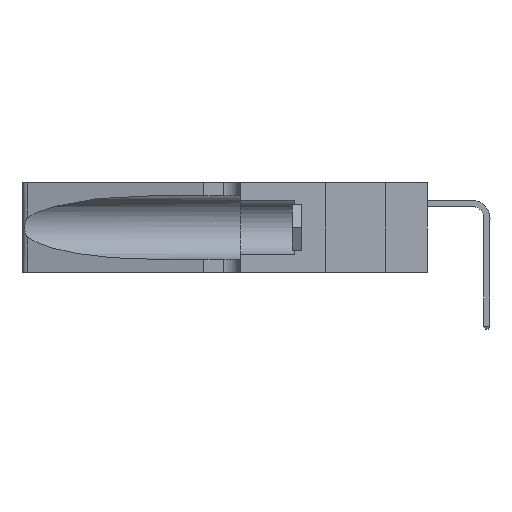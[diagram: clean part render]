
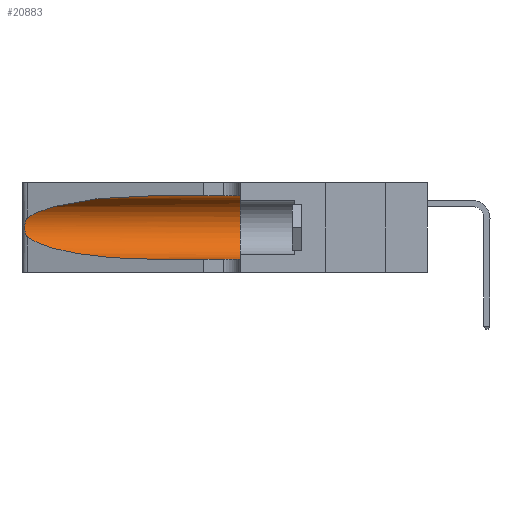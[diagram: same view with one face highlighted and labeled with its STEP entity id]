
A CAD part, left-side view. The second image highlights one B-rep face of the part: STEP entity #20883.
In plain terms, the highlighted cylindrical face has radius 3.308 mm (diameter 6.617 mm), a partial arc.
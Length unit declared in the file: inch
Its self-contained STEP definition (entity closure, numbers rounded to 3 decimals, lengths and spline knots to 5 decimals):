
#108 = ORIENTED_EDGE ( 'NONE', *, *, #14319, .F. ) ;
#846 = DIRECTION ( 'NONE',  ( 0., 0., -1. ) ) ;
#1316 = EDGE_CURVE ( 'NONE', #14611, #3616, #12700, .T. ) ;
#1402 = EDGE_CURVE ( 'NONE', #25160, #12428, #16611, .T. ) ;
#1409 = CARTESIAN_POINT ( 'NONE',  ( 0.26075, 1.23896, 0.19203 ) ) ;
#1622 = DIRECTION ( 'NONE',  ( 0., -1., 0. ) ) ;
#2927 = CARTESIAN_POINT ( 'NONE',  ( 0.1305, 0.35, 0.185 ) ) ;
#3271 = DIRECTION ( 'NONE',  ( 0., 0., 1. ) ) ;
#3316 = CARTESIAN_POINT ( 'NONE',  ( 0.1305, 0.72297, 0.05475 ) ) ;
#3329 = DIRECTION ( 'NONE',  ( 0., 1., 0. ) ) ;
#3561 = CARTESIAN_POINT ( 'NONE',  ( 0.1305, 0.35, 0.05475 ) ) ;
#3616 = VERTEX_POINT ( 'NONE', #3561 ) ;
#3618 = CARTESIAN_POINT ( 'NONE',  ( 0.26017, 1.23833, 0.17102 ) ) ;
#5454 = EDGE_LOOP ( 'NONE', ( #21260, #7851, #14930, #6176, #28715, #108 ) ) ;
#5865 = CARTESIAN_POINT ( 'NONE',  ( 0.25789, 1.23486, 0.15765 ) ) ;
#6176 = ORIENTED_EDGE ( 'NONE', *, *, #24264, .T. ) ;
#7564 = CYLINDRICAL_SURFACE ( 'NONE', #12899, 0.13025 ) ;
#7606 = LINE ( 'NONE', #12799, #18191 ) ;
#7851 = ORIENTED_EDGE ( 'NONE', *, *, #21571, .T. ) ;
#8046 = CARTESIAN_POINT ( 'NONE',  ( 0.25555, 1.22994, 0.2215 ) ) ;
#8132 = CARTESIAN_POINT ( 'NONE',  ( 0.25555, 1.22993, 0.14849 ) ) ;
#8866 = CARTESIAN_POINT ( 'NONE',  ( 0.18966, 0.96281, 0.31525 ) ) ;
#9405 = VECTOR ( 'NONE', #28167, 39.37008 ) ;
#10417 = B_SPLINE_CURVE_WITH_KNOTS ( 'NONE', 3,
 ( #23772, #8046, #26034, #12570, #28263, #14849, #1409, #17133, #3618, #19347, #5865, #21603, #8132, #23879 ),
 .UNSPECIFIED., .F., .F.,
 ( 4, 2, 2, 2, 2, 2, 4 ),
 ( 0., 0.00027, 0.00053, 0.00107, 0.0016, 0.00187, 0.00214 ),
 .UNSPECIFIED. ) ;
#11123 = CARTESIAN_POINT ( 'NONE',  ( 0.25487, 1.22718, 0.22369 ) ) ;
#12129 = AXIS2_PLACEMENT_3D ( 'NONE', #2927, #3329, #3271 ) ;
#12419 = CARTESIAN_POINT ( 'NONE',  ( 0.2373, 1.15595, 0.08982 ) ) ;
#12428 = VERTEX_POINT ( 'NONE', #3316 ) ;
#12450 = CARTESIAN_POINT ( 'NONE',  ( 0.18966, 0.96281, 0.05475 ) ) ;
#12570 = CARTESIAN_POINT ( 'NONE',  ( 0.25787, 1.23484, 0.2124 ) ) ;
#12700 = CIRCLE ( 'NONE', #12129, 0.13025 ) ;
#12799 = CARTESIAN_POINT ( 'NONE',  ( 0.1305, 1.61858, 0.05475 ) ) ;
#12899 = AXIS2_PLACEMENT_3D ( 'NONE', #23222, #27705, #846 ) ;
#14319 = EDGE_CURVE ( 'NONE', #24179, #14611, #15423, .T. ) ;
#14611 = VERTEX_POINT ( 'NONE', #15833 ) ;
#14849 = CARTESIAN_POINT ( 'NONE',  ( 0.26018, 1.23835, 0.19895 ) ) ;
#14930 = ORIENTED_EDGE ( 'NONE', *, *, #1402, .T. ) ;
#15423 = LINE ( 'NONE', #21506, #9405 ) ;
#15833 = CARTESIAN_POINT ( 'NONE',  ( 0.1305, 0.35, 0.31525 ) ) ;
#16258 = VERTEX_POINT ( 'NONE', #19301 ) ;
#16611 =( BOUNDED_CURVE ( )  B_SPLINE_CURVE ( 3, ( #21347, #12419, #12450, #21313 ),
 .UNSPECIFIED., .F., .T. ) 
 B_SPLINE_CURVE_WITH_KNOTS ( ( 4, 4 ),
 ( 3.44316, 4.71239 ),
 .UNSPECIFIED. ) 
 CURVE ( )  GEOMETRIC_REPRESENTATION_ITEM ( )  RATIONAL_B_SPLINE_CURVE ( ( 1., 0.87, 0.87, 1. ) ) 
 REPRESENTATION_ITEM ( '' )  );
#17133 = CARTESIAN_POINT ( 'NONE',  ( 0.26075, 1.23896, 0.178 ) ) ;
#18191 = VECTOR ( 'NONE', #1622, 39.37008 ) ;
#19301 = CARTESIAN_POINT ( 'NONE',  ( 0.25487, 1.22718, 0.22369 ) ) ;
#19347 = CARTESIAN_POINT ( 'NONE',  ( 0.25856, 1.23593, 0.16098 ) ) ;
#20881 =( BOUNDED_CURVE ( )  B_SPLINE_CURVE ( 3, ( #22351, #8866, #24625, #11123 ),
 .UNSPECIFIED., .F., .F. ) 
 B_SPLINE_CURVE_WITH_KNOTS ( ( 4, 4 ),
 ( 1.5708, 2.84003 ),
 .UNSPECIFIED. ) 
 CURVE ( )  GEOMETRIC_REPRESENTATION_ITEM ( )  RATIONAL_B_SPLINE_CURVE ( ( 1., 0.87, 0.87, 1. ) ) 
 REPRESENTATION_ITEM ( '' )  );
#20883 = ADVANCED_FACE ( 'NONE', ( #25511 ), #7564, .F. ) ;
#21260 = ORIENTED_EDGE ( 'NONE', *, *, #28898, .T. ) ;
#21313 = CARTESIAN_POINT ( 'NONE',  ( 0.1305, 0.72297, 0.05475 ) ) ;
#21347 = CARTESIAN_POINT ( 'NONE',  ( 0.25487, 1.22718, 0.14631 ) ) ;
#21506 = CARTESIAN_POINT ( 'NONE',  ( 0.1305, 1.61858, 0.31525 ) ) ;
#21571 = EDGE_CURVE ( 'NONE', #16258, #25160, #10417, .T. ) ;
#21603 = CARTESIAN_POINT ( 'NONE',  ( 0.25639, 1.23186, 0.15144 ) ) ;
#22351 = CARTESIAN_POINT ( 'NONE',  ( 0.1305, 0.72297, 0.31525 ) ) ;
#23222 = CARTESIAN_POINT ( 'NONE',  ( 0.1305, 1.61858, 0.185 ) ) ;
#23772 = CARTESIAN_POINT ( 'NONE',  ( 0.25487, 1.22718, 0.22369 ) ) ;
#23879 = CARTESIAN_POINT ( 'NONE',  ( 0.25487, 1.22718, 0.14631 ) ) ;
#24179 = VERTEX_POINT ( 'NONE', #28202 ) ;
#24264 = EDGE_CURVE ( 'NONE', #12428, #3616, #7606, .T. ) ;
#24625 = CARTESIAN_POINT ( 'NONE',  ( 0.2373, 1.15595, 0.28018 ) ) ;
#25153 = CARTESIAN_POINT ( 'NONE',  ( 0.25487, 1.22718, 0.14631 ) ) ;
#25160 = VERTEX_POINT ( 'NONE', #25153 ) ;
#25511 = FACE_OUTER_BOUND ( 'NONE', #5454, .T. ) ;
#26034 = CARTESIAN_POINT ( 'NONE',  ( 0.25639, 1.23184, 0.21858 ) ) ;
#27705 = DIRECTION ( 'NONE',  ( 0., -1., 0. ) ) ;
#28167 = DIRECTION ( 'NONE',  ( 0., -1., 0. ) ) ;
#28202 = CARTESIAN_POINT ( 'NONE',  ( 0.1305, 0.72297, 0.31525 ) ) ;
#28263 = CARTESIAN_POINT ( 'NONE',  ( 0.25854, 1.2359, 0.20912 ) ) ;
#28715 = ORIENTED_EDGE ( 'NONE', *, *, #1316, .F. ) ;
#28898 = EDGE_CURVE ( 'NONE', #24179, #16258, #20881, .T. ) ;
